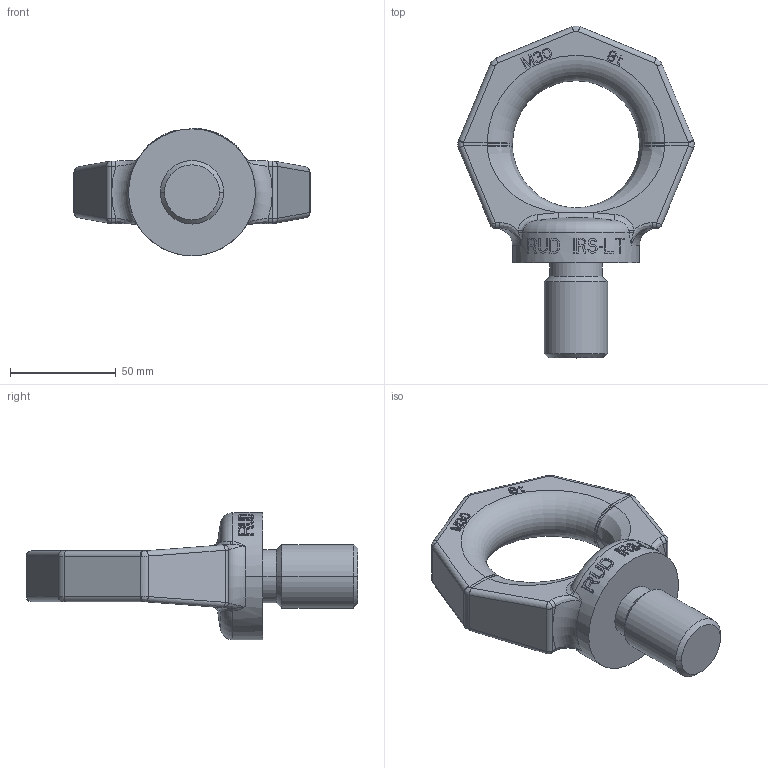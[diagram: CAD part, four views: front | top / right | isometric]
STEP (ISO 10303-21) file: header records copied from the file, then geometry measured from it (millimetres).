
FILE_DESCRIPTION((''),'2;1');
FILE_NAME('001-M35563-P-5_ASM','2018-04-11T',('Roland.Jakubetz'),(''),'PRO/ENGINEER BY PARAMETRIC TECHNOLOGY CORPORATION, 2011490','PRO/ENGINEER BY PARAMETRIC TECHNOLOGY CORPORATION, 2011490','');
FILE_SCHEMA(('CONFIG_CONTROL_DESIGN'));
Length unit declared in the file: millimetre
Products named in the file (3): 001-M35563-P-5; 001-M31078-Y02; 001-M35563-P-5_ASM
Assembly tree (2 placements, depth 2):
  001-M35563-P-5_ASM
    001-M35563-P-5
    001-M31078-Y02
Bounding box: 111.74 x 156.86 x 60.3 mm (x, y, z)
Volume: 210159.2 mm3; surface area: 32695.3 mm2
Topology: 2 solids, 2 shells, 521 faces, 1413 edges, 914 vertices
Faces by surface type: plane 404, bspline 54, cylinder 48, cone 6, torus 5, sphere 4
Entity records: 18659 total; most frequent: CARTESIAN_POINT 6115, ORIENTED_EDGE 2826, DIRECTION 2249, EDGE_CURVE 1413, VERTEX_POINT 914, VECTOR 909, LINE 909, AXIS2_PLACEMENT_3D 670
